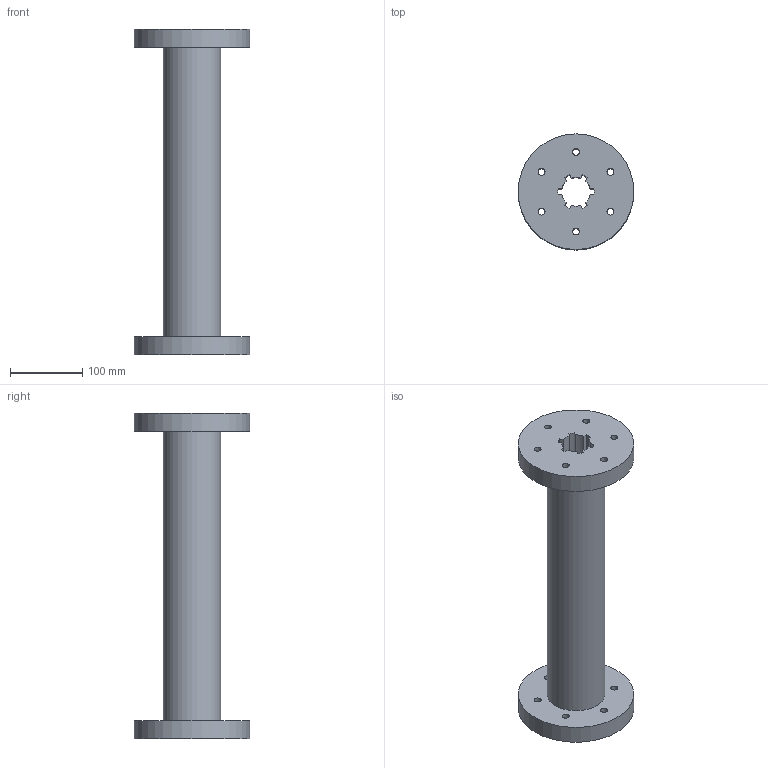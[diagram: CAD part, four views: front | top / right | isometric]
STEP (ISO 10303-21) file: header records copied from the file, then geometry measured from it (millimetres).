
FILE_DESCRIPTION( ('This file contains a STEP AP42 implementation' ,'as created by ZW3D STEP Interface translator.' ,'') ,'2;1' );
FILE_NAME( '翋雄謫蟀諉芠.ipt.stp' ,'251027.114755', (''), ('ZWCAD Software Co.'), 'Version 1.0', 'ZW3D to STEP translator', '' );
FILE_SCHEMA(('AUTOMOTIVE_DESIGN { 1 0 10303 214 1 1 1 1 }'));
Length unit declared in the file: millimetre
Products named in the file (1): 0
Bounding box: 160 x 160 x 450 mm (x, y, z)
Volume: 2320558.6 mm3; surface area: 284234.4 mm2
Topology: 1 solids, 1 shells, 43 faces, 147 edges, 108 vertices
Faces by surface type: cylinder 27, plane 16
Full cylindrical faces by diameter (mm): 9.508 x12, 80 x1, 160 x2
Entity records: 1800 total; most frequent: DIRECTION 319, CARTESIAN_POINT 299, ORIENTED_EDGE 294, EDGE_CURVE 147, AXIS2_PLACEMENT_3D 128, VERTEX_POINT 108, CIRCLE 84, EDGE_LOOP 71
